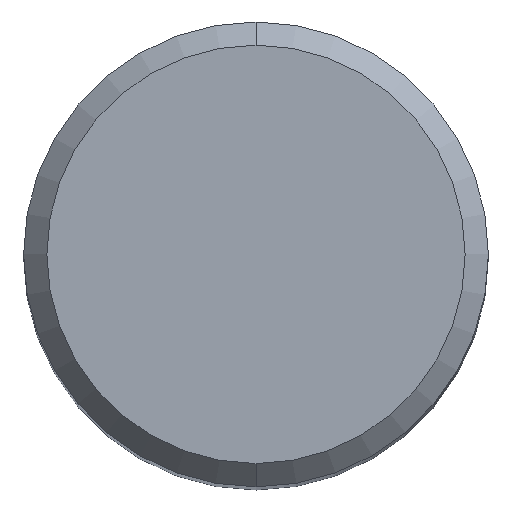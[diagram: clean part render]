
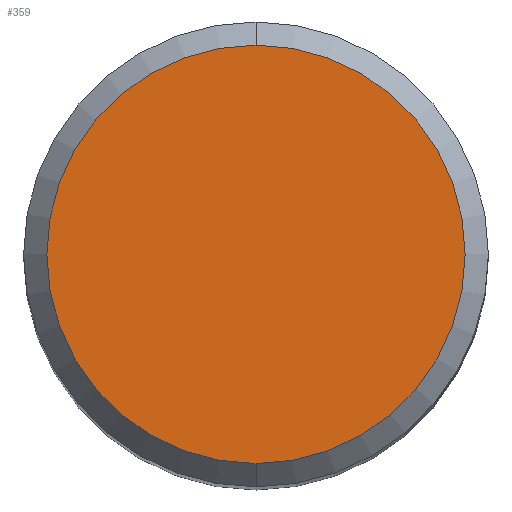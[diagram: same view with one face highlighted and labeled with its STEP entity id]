
A CAD part, top view. The second image highlights one B-rep face of the part: STEP entity #359.
In plain terms, the highlighted planar face has unit normal (0, 0, 1).
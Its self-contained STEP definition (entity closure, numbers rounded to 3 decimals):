
#315=EDGE_CURVE('',#331,#425,#636,.T.);
#331=VERTEX_POINT('',#652);
#359=ADVANCED_FACE('',(#686),#687,.T.);
#415=EDGE_CURVE('',#425,#331,#746,.T.);
#425=VERTEX_POINT('',#757);
#636=CIRCLE('',#1185,7.2);
#652=CARTESIAN_POINT('',(0.0,7.2,0.0));
#686=FACE_OUTER_BOUND('',#1260,.T.);
#687=PLANE('',#1261);
#746=CIRCLE('',#1390,7.2);
#757=CARTESIAN_POINT('',(0.,-7.2,0.0));
#1185=AXIS2_PLACEMENT_3D('',#1676,#1677,#1678);
#1260=EDGE_LOOP('',(#1750,#1751));
#1261=AXIS2_PLACEMENT_3D('',#1752,#1753,#1754);
#1390=AXIS2_PLACEMENT_3D('',#1803,#1804,#1805);
#1676=CARTESIAN_POINT('',(0.0,0.0,0.0));
#1677=DIRECTION('',(0.0,0.0,-1.0));
#1678=DIRECTION('',(0.0,1.0,0.0));
#1750=ORIENTED_EDGE('',*,*,#315,.F.);
#1751=ORIENTED_EDGE('',*,*,#415,.F.);
#1752=CARTESIAN_POINT('',(0.0,3.6,0.0));
#1753=DIRECTION('',(-0.0,0.0,1.0));
#1754=DIRECTION('',(0.0,-1.0,0.0));
#1803=CARTESIAN_POINT('',(0.0,0.0,0.0));
#1804=DIRECTION('',(0.0,0.0,-1.0));
#1805=DIRECTION('',(0.0,1.0,0.0));
